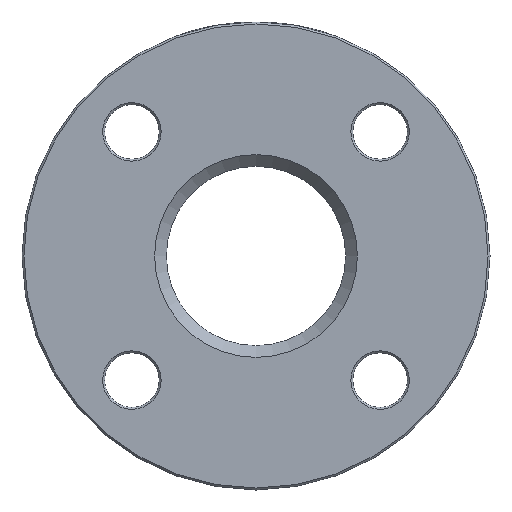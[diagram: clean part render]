
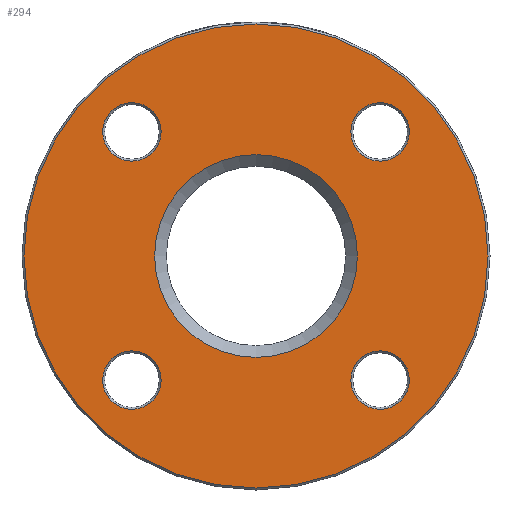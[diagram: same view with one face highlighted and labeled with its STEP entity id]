
A CAD part, left-side view. The second image highlights one B-rep face of the part: STEP entity #294.
In plain terms, the highlighted planar face has unit normal (-1, 0, 0).
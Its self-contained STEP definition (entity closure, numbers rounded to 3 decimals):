
#24 = EDGE_CURVE ( 'NONE', #3154, #3154, #2215, .T. ) ;
#30 = DIRECTION ( 'NONE',  ( 0., 0., -1. ) ) ;
#103 = DIRECTION ( 'NONE',  ( 0., 0., -1. ) ) ;
#126 = CARTESIAN_POINT ( 'NONE',  ( 0., 0., -59.5 ) ) ;
#137 = EDGE_CURVE ( 'NONE', #667, #667, #1932, .T. ) ;
#141 = ORIENTED_EDGE ( 'NONE', *, *, #24, .T. ) ;
#173 = DIRECTION ( 'NONE',  ( 0., 0., -1. ) ) ;
#276 = AXIS2_PLACEMENT_3D ( 'NONE', #4171, #2431, #414 ) ;
#294 = ADVANCED_FACE ( 'NONE', ( #3475, #3130, #2105, #3499, #3889, #386 ), #3152, .F. ) ;
#297 = AXIS2_PLACEMENT_3D ( 'NONE', #4309, #802, #1473 ) ;
#377 = EDGE_LOOP ( 'NONE', ( #2514 ) ) ;
#381 = EDGE_CURVE ( 'NONE', #2236, #2236, #3061, .T. ) ;
#386 = FACE_BOUND ( 'NONE', #377, .T. ) ;
#414 = DIRECTION ( 'NONE',  ( 0., 0., -1. ) ) ;
#416 = DIRECTION ( 'NONE',  ( 1., 0., 0. ) ) ;
#607 = EDGE_CURVE ( 'NONE', #1528, #1528, #3964, .T. ) ;
#667 = VERTEX_POINT ( 'NONE', #3871 ) ;
#748 = CARTESIAN_POINT ( 'NONE',  ( 0., 23., 0. ) ) ;
#790 = VERTEX_POINT ( 'NONE', #3631 ) ;
#802 = DIRECTION ( 'NONE',  ( -1., 0., 0. ) ) ;
#1201 = DIRECTION ( 'NONE',  ( 0., 0., -1. ) ) ;
#1215 = DIRECTION ( 'NONE',  ( 0., 0., -1. ) ) ;
#1247 = ORIENTED_EDGE ( 'NONE', *, *, #3036, .T. ) ;
#1273 = EDGE_LOOP ( 'NONE', ( #4237 ) ) ;
#1356 = CIRCLE ( 'NONE', #4493, 7.5 ) ;
#1420 = DIRECTION ( 'NONE',  ( 1., 0., 0. ) ) ;
#1430 = EDGE_LOOP ( 'NONE', ( #3403 ) ) ;
#1473 = DIRECTION ( 'NONE',  ( 0., 0., -1. ) ) ;
#1528 = VERTEX_POINT ( 'NONE', #2534 ) ;
#1792 = EDGE_LOOP ( 'NONE', ( #2535 ) ) ;
#1826 = EDGE_LOOP ( 'NONE', ( #1247 ) ) ;
#1932 = CIRCLE ( 'NONE', #4494, 26. ) ;
#1991 = AXIS2_PLACEMENT_3D ( 'NONE', #3304, #2206, #173 ) ;
#2105 = FACE_BOUND ( 'NONE', #1792, .T. ) ;
#2206 = DIRECTION ( 'NONE',  ( 1., 0., 0. ) ) ;
#2215 = CIRCLE ( 'NONE', #276, 7.5 ) ;
#2236 = VERTEX_POINT ( 'NONE', #4254 ) ;
#2431 = DIRECTION ( 'NONE',  ( 1., 0., 0. ) ) ;
#2474 = CARTESIAN_POINT ( 'NONE',  ( 0., 31.82, 31.82 ) ) ;
#2514 = ORIENTED_EDGE ( 'NONE', *, *, #607, .T. ) ;
#2534 = CARTESIAN_POINT ( 'NONE',  ( 0., 31.82, 24.32 ) ) ;
#2535 = ORIENTED_EDGE ( 'NONE', *, *, #381, .T. ) ;
#2685 = CIRCLE ( 'NONE', #297, 59.5 ) ;
#2775 = DIRECTION ( 'NONE',  ( 1., 0., 0. ) ) ;
#2810 = CARTESIAN_POINT ( 'NONE',  ( 0., 31.82, -39.32 ) ) ;
#2842 = DIRECTION ( 'NONE',  ( 1., 0., 0. ) ) ;
#2980 = EDGE_LOOP ( 'NONE', ( #141 ) ) ;
#3036 = EDGE_CURVE ( 'NONE', #790, #790, #1356, .T. ) ;
#3061 = CIRCLE ( 'NONE', #1991, 7.5 ) ;
#3130 = FACE_OUTER_BOUND ( 'NONE', #1430, .T. ) ;
#3152 = PLANE ( 'NONE',  #3611 ) ;
#3154 = VERTEX_POINT ( 'NONE', #2810 ) ;
#3304 = CARTESIAN_POINT ( 'NONE',  ( 0., -31.82, 31.82 ) ) ;
#3403 = ORIENTED_EDGE ( 'NONE', *, *, #3514, .T. ) ;
#3475 = FACE_BOUND ( 'NONE', #1273, .T. ) ;
#3499 = FACE_BOUND ( 'NONE', #1826, .T. ) ;
#3514 = EDGE_CURVE ( 'NONE', #3587, #3587, #2685, .T. ) ;
#3587 = VERTEX_POINT ( 'NONE', #126 ) ;
#3597 = AXIS2_PLACEMENT_3D ( 'NONE', #2474, #2775, #30 ) ;
#3611 = AXIS2_PLACEMENT_3D ( 'NONE', #748, #1420, #103 ) ;
#3631 = CARTESIAN_POINT ( 'NONE',  ( 0., -31.82, -39.32 ) ) ;
#3871 = CARTESIAN_POINT ( 'NONE',  ( 0., 0., -26. ) ) ;
#3878 = CARTESIAN_POINT ( 'NONE',  ( 0., -31.82, -31.82 ) ) ;
#3889 = FACE_BOUND ( 'NONE', #2980, .T. ) ;
#3964 = CIRCLE ( 'NONE', #3597, 7.5 ) ;
#4171 = CARTESIAN_POINT ( 'NONE',  ( 0., 31.82, -31.82 ) ) ;
#4237 = ORIENTED_EDGE ( 'NONE', *, *, #137, .T. ) ;
#4254 = CARTESIAN_POINT ( 'NONE',  ( 0., -31.82, 24.32 ) ) ;
#4309 = CARTESIAN_POINT ( 'NONE',  ( 0., 0., 0. ) ) ;
#4330 = CARTESIAN_POINT ( 'NONE',  ( 0., 0., 0. ) ) ;
#4493 = AXIS2_PLACEMENT_3D ( 'NONE', #3878, #416, #1215 ) ;
#4494 = AXIS2_PLACEMENT_3D ( 'NONE', #4330, #2842, #1201 ) ;
